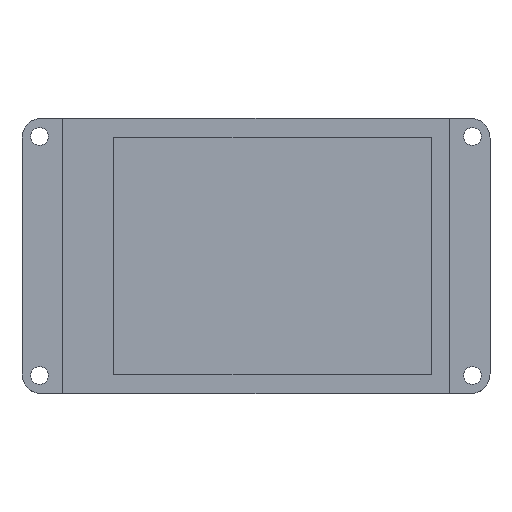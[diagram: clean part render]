
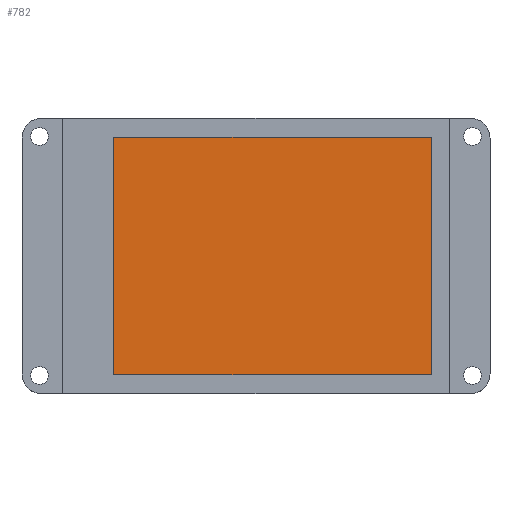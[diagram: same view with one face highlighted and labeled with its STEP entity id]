
A CAD part, top view. The second image highlights one B-rep face of the part: STEP entity #782.
In plain terms, the highlighted planar face has unit normal (0, 0, 1).
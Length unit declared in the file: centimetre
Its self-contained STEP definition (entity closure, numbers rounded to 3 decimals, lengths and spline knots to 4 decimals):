
#53=PLANE('',#858);
#121=LINE('',#1276,#193);
#125=LINE('',#1283,#197);
#127=LINE('',#1288,#199);
#130=LINE('',#1292,#202);
#193=VECTOR('',#1048,5.76);
#197=VECTOR('',#1054,4.32);
#199=VECTOR('',#1058,4.32);
#202=VECTOR('',#1063,5.76);
#261=FACE_OUTER_BOUND('',#312,.T.);
#312=EDGE_LOOP('',(#685,#686,#687,#688));
#419=VERTEX_POINT('',#1273);
#420=VERTEX_POINT('',#1275);
#422=VERTEX_POINT('',#1281);
#424=VERTEX_POINT('',#1287);
#514=EDGE_CURVE('',#419,#420,#121,.T.);
#518=EDGE_CURVE('',#422,#419,#125,.T.);
#520=EDGE_CURVE('',#420,#424,#127,.T.);
#523=EDGE_CURVE('',#424,#422,#130,.T.);
#685=ORIENTED_EDGE('',*,*,#518,.F.);
#686=ORIENTED_EDGE('',*,*,#523,.F.);
#687=ORIENTED_EDGE('',*,*,#520,.F.);
#688=ORIENTED_EDGE('',*,*,#514,.F.);
#782=ADVANCED_FACE('',(#261),#53,.T.);
#858=AXIS2_PLACEMENT_3D('',#1293,#1064,#1065);
#1048=DIRECTION('',(-1.,0.,0.));
#1054=DIRECTION('',(0.,-1.,0.));
#1058=DIRECTION('',(0.,1.,0.));
#1063=DIRECTION('',(1.,0.,0.));
#1064=DIRECTION('center_axis',(0.,0.,1.));
#1065=DIRECTION('ref_axis',(1.,0.,0.));
#1273=CARTESIAN_POINT('',(7.43,0.34,0.55));
#1275=CARTESIAN_POINT('',(1.67,0.34,0.55));
#1276=CARTESIAN_POINT('',(7.43,0.34,0.55));
#1281=CARTESIAN_POINT('',(7.43,4.66,0.55));
#1283=CARTESIAN_POINT('',(7.43,4.66,0.55));
#1287=CARTESIAN_POINT('',(1.67,4.66,0.55));
#1288=CARTESIAN_POINT('',(1.67,0.34,0.55));
#1292=CARTESIAN_POINT('',(1.67,4.66,0.55));
#1293=CARTESIAN_POINT('Origin',(4.55,2.5,0.55));
